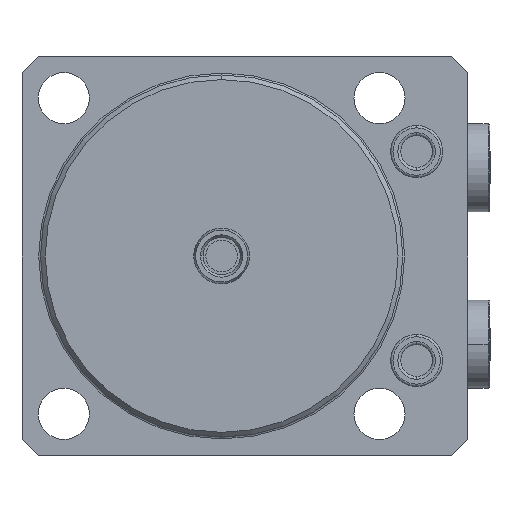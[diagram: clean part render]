
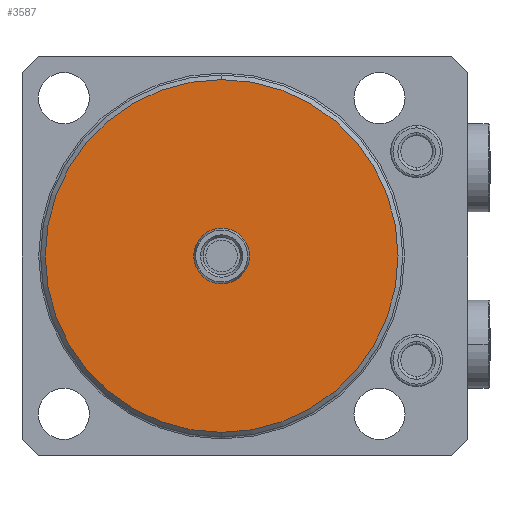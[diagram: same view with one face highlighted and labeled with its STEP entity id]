
A CAD part, front view. The second image highlights one B-rep face of the part: STEP entity #3587.
In plain terms, the highlighted planar face has unit normal (0, -1, 0).
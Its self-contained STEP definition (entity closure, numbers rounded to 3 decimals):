
#405 = DIRECTION ( 'NONE',  ( 0., 0., 1. ) ) ;
#407 = DIRECTION ( 'NONE',  ( 0., -1., 0. ) ) ;
#408 = CARTESIAN_POINT ( 'NONE',  ( 0., -55., 0. ) ) ;
#480 = CARTESIAN_POINT ( 'NONE',  ( 0., -55., -38. ) ) ;
#495 = CARTESIAN_POINT ( 'NONE',  ( 0., -55., 6. ) ) ;
#604 = CARTESIAN_POINT ( 'NONE',  ( 0., -55., 38. ) ) ;
#821 = DIRECTION ( 'NONE',  ( 0., 0., 1. ) ) ;
#822 = DIRECTION ( 'NONE',  ( 0., -1., 0. ) ) ;
#823 = CARTESIAN_POINT ( 'NONE',  ( 0., -55., 0. ) ) ;
#824 = DIRECTION ( 'NONE',  ( 0., 0., 1. ) ) ;
#825 = DIRECTION ( 'NONE',  ( 0., 1., 0. ) ) ;
#826 = CARTESIAN_POINT ( 'NONE',  ( 0., -55., 0. ) ) ;
#1103 = ORIENTED_EDGE ( 'NONE', *, *, #8510, .T. ) ;
#1104 = ORIENTED_EDGE ( 'NONE', *, *, #8823, .T. ) ;
#1105 = ORIENTED_EDGE ( 'NONE', *, *, #6388, .T. ) ;
#1106 = ORIENTED_EDGE ( 'NONE', *, *, #8822, .T. ) ;
#1427 = VERTEX_POINT ( 'NONE', #604 ) ;
#1479 = VERTEX_POINT ( 'NONE', #495 ) ;
#1486 = VERTEX_POINT ( 'NONE', #480 ) ;
#1537 = VERTEX_POINT ( 'NONE', #4439 ) ;
#3182 = DIRECTION ( 'NONE',  ( 0., 0., 1. ) ) ;
#3184 = CARTESIAN_POINT ( 'NONE',  ( 0., -55., 0. ) ) ;
#3187 = DIRECTION ( 'NONE',  ( 0., 1., 0. ) ) ;
#3285 = AXIS2_PLACEMENT_3D ( 'NONE', #823, #822, #821 ) ;
#3286 = AXIS2_PLACEMENT_3D ( 'NONE', #826, #825, #824 ) ;
#3309 = AXIS2_PLACEMENT_3D ( 'NONE', #408, #407, #405 ) ;
#3587 = ADVANCED_FACE ( 'NONE', ( #4676, #4682 ), #7323, .F. ) ;
#3795 = AXIS2_PLACEMENT_3D ( 'NONE', #3184, #3187, #3182 ) ;
#4439 = CARTESIAN_POINT ( 'NONE',  ( 0., -55., -6. ) ) ;
#4676 = FACE_BOUND ( 'NONE', #8588, .T. ) ;
#4682 = FACE_OUTER_BOUND ( 'NONE', #8594, .T. ) ;
#5149 = CIRCLE ( 'NONE', #3795, 6. ) ;
#5454 = CIRCLE ( 'NONE', #3309, 38. ) ;
#5576 = CIRCLE ( 'NONE', #3286, 6. ) ;
#5577 = CIRCLE ( 'NONE', #3285, 38. ) ;
#6388 = EDGE_CURVE ( 'NONE', #1537, #1479, #5149, .T. ) ;
#7274 = DIRECTION ( 'NONE',  ( 0., 0., 1. ) ) ;
#7282 = DIRECTION ( 'NONE',  ( 0., 1., 0. ) ) ;
#7323 = PLANE ( 'NONE',  #8417 ) ;
#7406 = CARTESIAN_POINT ( 'NONE',  ( 0., -55., 0. ) ) ;
#8417 = AXIS2_PLACEMENT_3D ( 'NONE', #7406, #7282, #7274 ) ;
#8510 = EDGE_CURVE ( 'NONE', #1486, #1427, #5454, .T. ) ;
#8588 = EDGE_LOOP ( 'NONE', ( #1106, #1105 ) ) ;
#8594 = EDGE_LOOP ( 'NONE', ( #1104, #1103 ) ) ;
#8822 = EDGE_CURVE ( 'NONE', #1479, #1537, #5576, .T. ) ;
#8823 = EDGE_CURVE ( 'NONE', #1427, #1486, #5577, .T. ) ;
